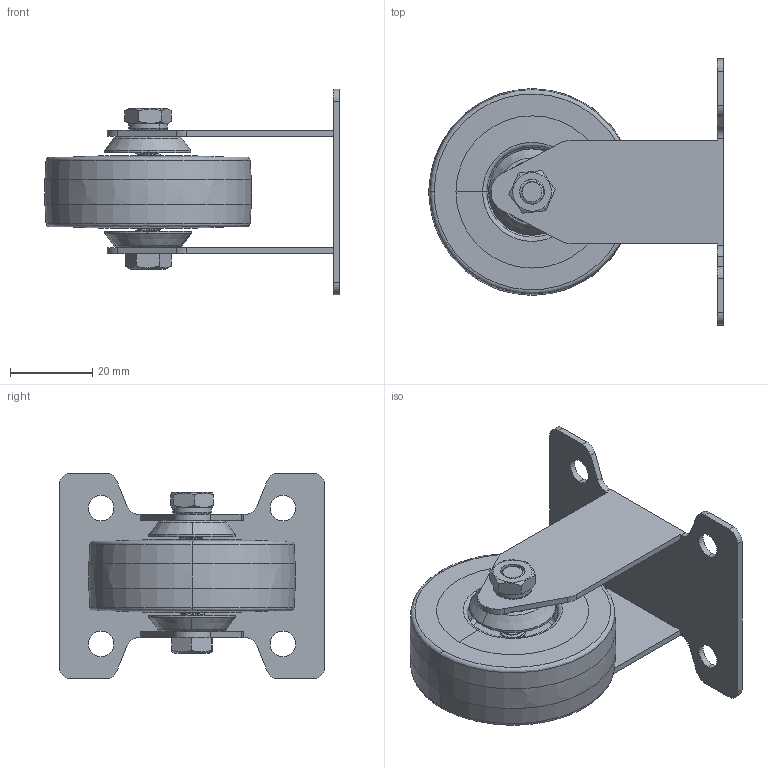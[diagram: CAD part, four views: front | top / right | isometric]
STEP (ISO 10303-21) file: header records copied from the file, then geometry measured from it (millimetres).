
FILE_DESCRIPTION (( 'STEP AP203' ), '1' );
FILE_NAME ('AL-FCg25 (33).STEP', '2025-02-27T12:29:09', ( '' ), ( '' ), 'SwSTEP 2.0', 'SolidWorks 2021', '' );
FILE_SCHEMA (( 'CONFIG_CONTROL_DESIGN' ));
Length unit declared in the file: millimetre
Products named in the file (1): AL-FCg25 (33)
Bounding box: 71.65 x 64.6 x 50 mm (x, y, z)
Volume: 37748.6 mm3; surface area: 20962.4 mm2
Topology: 6 solids, 6 shells, 223 faces, 581 edges, 375 vertices
Faces by surface type: cylinder 119, plane 52, bspline 28, cone 24
Entity records: 15432 total; most frequent: CARTESIAN_POINT 10339, ORIENTED_EDGE 1162, DIRECTION 955, EDGE_CURVE 581, VERTEX_POINT 375, AXIS2_PLACEMENT_3D 363, EDGE_LOOP 248, VECTOR 229
